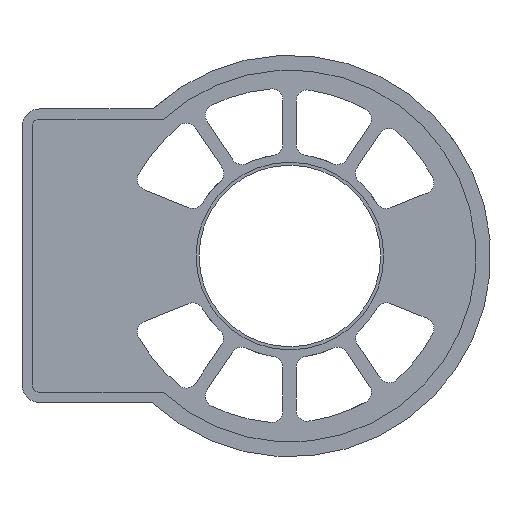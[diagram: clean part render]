
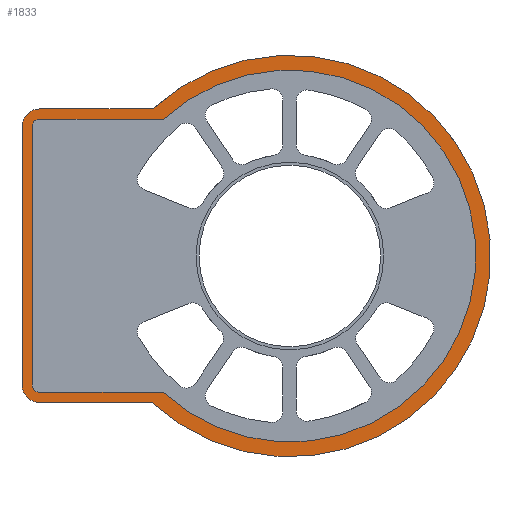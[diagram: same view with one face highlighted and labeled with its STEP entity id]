
A CAD part, front view. The second image highlights one B-rep face of the part: STEP entity #1833.
In plain terms, the highlighted planar face has unit normal (0, -1, 0).
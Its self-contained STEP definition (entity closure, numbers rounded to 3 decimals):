
#122=FACE_BOUND('',#247,.T.);
#144=FACE_OUTER_BOUND('',#246,.T.);
#246=EDGE_LOOP('',(#1234,#1235,#1236,#1237,#1238,#1239,#1240,#1241));
#247=EDGE_LOOP('',(#1242,#1243,#1244,#1245,#1246,#1247,#1248));
#370=LINE('',#2643,#516);
#371=LINE('',#2647,#517);
#372=LINE('',#2654,#518);
#373=LINE('',#2659,#519);
#374=LINE('',#2663,#520);
#375=LINE('',#2665,#521);
#376=LINE('',#2668,#522);
#516=VECTOR('',#2127,10.);
#517=VECTOR('',#2130,10.);
#518=VECTOR('',#2137,10.);
#519=VECTOR('',#2140,10.);
#520=VECTOR('',#2143,10.);
#521=VECTOR('',#2144,10.);
#522=VECTOR('',#2147,10.);
#662=CIRCLE('',#1938,3.5);
#663=CIRCLE('',#1939,3.5);
#664=CIRCLE('',#1940,1.);
#665=CIRCLE('',#1941,39.685);
#666=CIRCLE('',#1942,1.);
#667=CIRCLE('',#1943,1.5);
#668=CIRCLE('',#1944,1.5);
#669=CIRCLE('',#1945,36.756);
#764=VERTEX_POINT('',#2639);
#765=VERTEX_POINT('',#2640);
#766=VERTEX_POINT('',#2642);
#767=VERTEX_POINT('',#2644);
#768=VERTEX_POINT('',#2646);
#769=VERTEX_POINT('',#2648);
#770=VERTEX_POINT('',#2650);
#771=VERTEX_POINT('',#2652);
#772=VERTEX_POINT('',#2655);
#773=VERTEX_POINT('',#2656);
#774=VERTEX_POINT('',#2658);
#775=VERTEX_POINT('',#2660);
#776=VERTEX_POINT('',#2662);
#777=VERTEX_POINT('',#2664);
#778=VERTEX_POINT('',#2666);
#950=EDGE_CURVE('',#764,#765,#662,.T.);
#951=EDGE_CURVE('',#766,#764,#370,.T.);
#952=EDGE_CURVE('',#767,#766,#663,.T.);
#953=EDGE_CURVE('',#768,#767,#371,.T.);
#954=EDGE_CURVE('',#769,#768,#664,.T.);
#955=EDGE_CURVE('',#770,#769,#665,.T.);
#956=EDGE_CURVE('',#771,#770,#666,.T.);
#957=EDGE_CURVE('',#765,#771,#372,.T.);
#958=EDGE_CURVE('',#772,#773,#667,.T.);
#959=EDGE_CURVE('',#774,#772,#373,.T.);
#960=EDGE_CURVE('',#775,#774,#668,.T.);
#961=EDGE_CURVE('',#776,#775,#374,.T.);
#962=EDGE_CURVE('',#777,#776,#375,.T.);
#963=EDGE_CURVE('',#778,#777,#669,.T.);
#964=EDGE_CURVE('',#773,#778,#376,.T.);
#1234=ORIENTED_EDGE('',*,*,#950,.F.);
#1235=ORIENTED_EDGE('',*,*,#951,.F.);
#1236=ORIENTED_EDGE('',*,*,#952,.F.);
#1237=ORIENTED_EDGE('',*,*,#953,.F.);
#1238=ORIENTED_EDGE('',*,*,#954,.F.);
#1239=ORIENTED_EDGE('',*,*,#955,.F.);
#1240=ORIENTED_EDGE('',*,*,#956,.F.);
#1241=ORIENTED_EDGE('',*,*,#957,.F.);
#1242=ORIENTED_EDGE('',*,*,#958,.F.);
#1243=ORIENTED_EDGE('',*,*,#959,.F.);
#1244=ORIENTED_EDGE('',*,*,#960,.F.);
#1245=ORIENTED_EDGE('',*,*,#961,.F.);
#1246=ORIENTED_EDGE('',*,*,#962,.F.);
#1247=ORIENTED_EDGE('',*,*,#963,.F.);
#1248=ORIENTED_EDGE('',*,*,#964,.F.);
#1802=PLANE('',#1937);
#1833=ADVANCED_FACE('',(#144,#122),#1802,.F.);
#1937=AXIS2_PLACEMENT_3D('',#2638,#2123,#2124);
#1938=AXIS2_PLACEMENT_3D('',#2641,#2125,#2126);
#1939=AXIS2_PLACEMENT_3D('',#2645,#2128,#2129);
#1940=AXIS2_PLACEMENT_3D('',#2649,#2131,#2132);
#1941=AXIS2_PLACEMENT_3D('',#2651,#2133,#2134);
#1942=AXIS2_PLACEMENT_3D('',#2653,#2135,#2136);
#1943=AXIS2_PLACEMENT_3D('',#2657,#2138,#2139);
#1944=AXIS2_PLACEMENT_3D('',#2661,#2141,#2142);
#1945=AXIS2_PLACEMENT_3D('',#2667,#2145,#2146);
#2123=DIRECTION('center_axis',(0.,1.,0.));
#2124=DIRECTION('ref_axis',(0.,0.,1.));
#2125=DIRECTION('center_axis',(0.,1.,0.));
#2126=DIRECTION('ref_axis',(-1.,0.,0.));
#2127=DIRECTION('',(0.,0.,1.));
#2128=DIRECTION('center_axis',(0.,1.,0.));
#2129=DIRECTION('ref_axis',(0.,0.,
-1.));
#2130=DIRECTION('',(-1.,0.,0.));
#2131=DIRECTION('center_axis',(0.,-1.,0.));
#2132=DIRECTION('ref_axis',(0.364,0.,0.932));
#2133=DIRECTION('center_axis',(0.,1.,0.));
#2134=DIRECTION('ref_axis',(-1.,0.,0.));
#2135=DIRECTION('center_axis',(0.,-1.,0.));
#2136=DIRECTION('ref_axis',(0.361,0.,-0.932));
#2137=DIRECTION('',(1.,0.,0.));
#2138=DIRECTION('center_axis',(0.,-1.,0.));
#2139=DIRECTION('ref_axis',(0.,0.,
-1.));
#2140=DIRECTION('',(0.,0.,-1.));
#2141=DIRECTION('center_axis',(0.,-1.,0.));
#2142=DIRECTION('ref_axis',(-1.,0.,0.));
#2143=DIRECTION('',(-1.,0.,0.));
#2144=DIRECTION('',(0.,0.,1.));
#2145=DIRECTION('center_axis',(0.,-1.,0.));
#2146=DIRECTION('ref_axis',(-1.,0.,0.));
#2147=DIRECTION('',(1.,0.,0.));
#2638=CARTESIAN_POINT('Origin',(-11.691,-1.787,-2.069));
#2639=CARTESIAN_POINT('',(-58.,-1.787,23.5));
#2640=CARTESIAN_POINT('',(-54.5,-1.787,27.));
#2641=CARTESIAN_POINT('Origin',(-54.5,-1.787,23.5));
#2642=CARTESIAN_POINT('',(-58.,-1.787,-27.5));
#2643=CARTESIAN_POINT('',(-58.,-1.787,-14.785));
#2644=CARTESIAN_POINT('',(-54.5,-1.787,-31.));
#2645=CARTESIAN_POINT('Origin',(-54.5,-1.787,-27.5));
#2646=CARTESIAN_POINT('',(-32.626,-1.787,-31.));
#2647=CARTESIAN_POINT('',(-21.962,-1.787,-31.));
#2648=CARTESIAN_POINT('',(-31.949,-1.787,-31.264));
#2649=CARTESIAN_POINT('Origin',(-32.626,-1.787,-32.));
#2650=CARTESIAN_POINT('',(-31.801,-1.787,27.261));
#2651=CARTESIAN_POINT('Origin',(-5.068,-1.787,-2.069));
#2652=CARTESIAN_POINT('',(-32.475,-1.787,27.));
#2653=CARTESIAN_POINT('Origin',(-32.475,-1.787,28.));
#2654=CARTESIAN_POINT('',(-33.096,-1.787,27.));
#2655=CARTESIAN_POINT('',(-56.,-1.787,-27.5));
#2656=CARTESIAN_POINT('',(-54.5,-1.787,-29.));
#2657=CARTESIAN_POINT('Origin',(-54.5,-1.787,-27.5));
#2658=CARTESIAN_POINT('',(-56.,-1.787,23.5));
#2659=CARTESIAN_POINT('',(-56.,-1.787,10.715));
#2660=CARTESIAN_POINT('',(-54.5,-1.787,25.));
#2661=CARTESIAN_POINT('Origin',(-54.5,-1.787,23.5));
#2662=CARTESIAN_POINT('',(-30.,-1.787,25.));
#2663=CARTESIAN_POINT('',(-20.846,-1.787,25.));
#2664=CARTESIAN_POINT('',(-30.,-1.787,24.938));
#2665=CARTESIAN_POINT('',(-30.,-1.787,11.434));
#2666=CARTESIAN_POINT('',(-30.083,-1.787,-29.));
#2667=CARTESIAN_POINT('Origin',(-5.068,-1.787,-2.069));
#2668=CARTESIAN_POINT('',(-33.096,-1.787,-29.));
